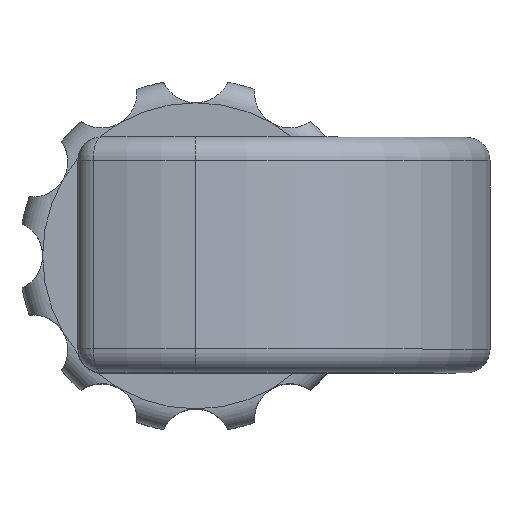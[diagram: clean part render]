
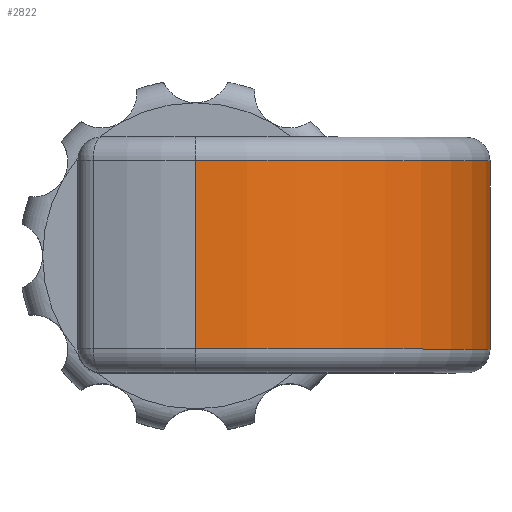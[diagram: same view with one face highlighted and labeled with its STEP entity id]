
A CAD part, top view. The second image highlights one B-rep face of the part: STEP entity #2822.
In plain terms, the highlighted cylindrical face has radius 12.5 mm (diameter 25 mm), a partial arc.
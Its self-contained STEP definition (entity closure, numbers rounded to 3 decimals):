
#54 = CARTESIAN_POINT ( 'NONE',  ( 2.435, -0.655, -12.261 ) ) ;
#77 = CARTESIAN_POINT ( 'NONE',  ( 2.5, -0.33, -12.247 ) ) ;
#134 = ORIENTED_EDGE ( 'NONE', *, *, #946, .T. ) ;
#201 = EDGE_CURVE ( 'NONE', #1680, #1811, #575, .T. ) ;
#254 = EDGE_CURVE ( 'NONE', #2720, #1680, #874, .T. ) ;
#288 = CARTESIAN_POINT ( 'NONE',  ( 0.81, 2.371, -12.475 ) ) ;
#306 = CARTESIAN_POINT ( 'NONE',  ( 2.17, 1.252, -12.311 ) ) ;
#324 = CARTESIAN_POINT ( 'NONE',  ( 2.5, 0., -12.247 ) ) ;
#342 = CARTESIAN_POINT ( 'NONE',  ( 1.882, -1.653, -12.358 ) ) ;
#377 = EDGE_CURVE ( 'NONE', #1385, #674, #2924, .T. ) ;
#398 = CYLINDRICAL_SURFACE ( 'NONE', #1962, 12.5 ) ;
#468 = CARTESIAN_POINT ( 'NONE',  ( 0., -5., -12.5 ) ) ;
#575 = LINE ( 'NONE', #2774, #1011 ) ;
#580 = DIRECTION ( 'NONE',  ( 0., -1., 0. ) ) ;
#613 = CARTESIAN_POINT ( 'NONE',  ( 1.254, -2.169, -12.438 ) ) ;
#627 = CARTESIAN_POINT ( 'NONE',  ( 0., -4., 0. ) ) ;
#674 = VERTEX_POINT ( 'NONE', #2269 ) ;
#838 = CARTESIAN_POINT ( 'NONE',  ( 1.539, 1.997, -12.407 ) ) ;
#874 = B_SPLINE_CURVE_WITH_KNOTS ( 'NONE', 3,
 ( #2996, #1447, #2733, #2114, #1871, #2587, #306, #1129, #3304, #838, #1672, #288, #1654, #2479, #1382, #3087 ),
 .UNSPECIFIED., .F., .F.,
 ( 4, 2, 2, 2, 2, 2, 2, 4 ),
 ( 0.012, 0.012, 0.013, 0.013, 0.014, 0.015, 0.015, 0.016 ),
 .UNSPECIFIED. ) ;
#910 = DIRECTION ( 'NONE',  ( 0., 0., 1. ) ) ;
#946 = EDGE_CURVE ( 'NONE', #2429, #1385, #2647, .T. ) ;
#1011 = VECTOR ( 'NONE', #1959, 1000. ) ;
#1129 = CARTESIAN_POINT ( 'NONE',  ( 1.988, 1.524, -12.341 ) ) ;
#1130 = CARTESIAN_POINT ( 'NONE',  ( 0.657, -2.434, -12.486 ) ) ;
#1148 = CARTESIAN_POINT ( 'NONE',  ( 2.5, 0., -12.247 ) ) ;
#1150 = CARTESIAN_POINT ( 'NONE',  ( 0., 4., 0. ) ) ;
#1183 = CARTESIAN_POINT ( 'NONE',  ( 0.327, -2.5, -12.5 ) ) ;
#1196 = DIRECTION ( 'NONE',  ( 0., 1., 0. ) ) ;
#1213 = AXIS2_PLACEMENT_3D ( 'NONE', #1150, #580, #2484 ) ;
#1267 = VECTOR ( 'NONE', #1196, 1000. ) ;
#1315 = CARTESIAN_POINT ( 'NONE',  ( 0., -5., 0. ) ) ;
#1382 = CARTESIAN_POINT ( 'NONE',  ( 0.166, 2.5, -12.5 ) ) ;
#1385 = VERTEX_POINT ( 'NONE', #1705 ) ;
#1386 = EDGE_CURVE ( 'NONE', #2429, #2267, #1984, .T. ) ;
#1400 = CARTESIAN_POINT ( 'NONE',  ( 1.652, -1.884, -12.391 ) ) ;
#1446 = CARTESIAN_POINT ( 'NONE',  ( 0., -5., 12.5 ) ) ;
#1447 = CARTESIAN_POINT ( 'NONE',  ( 2.5, 0.165, -12.247 ) ) ;
#1511 = DIRECTION ( 'NONE',  ( 0., 1., 0. ) ) ;
#1563 = CIRCLE ( 'NONE', #1213, 12.5 ) ;
#1654 = CARTESIAN_POINT ( 'NONE',  ( 0.651, 2.419, -12.484 ) ) ;
#1672 = CARTESIAN_POINT ( 'NONE',  ( 1.261, 2.183, -12.44 ) ) ;
#1680 = VERTEX_POINT ( 'NONE', #3054 ) ;
#1691 = CARTESIAN_POINT ( 'NONE',  ( 0., -2.5, -12.5 ) ) ;
#1705 = CARTESIAN_POINT ( 'NONE',  ( 0., -4., -12.5 ) ) ;
#1710 = CARTESIAN_POINT ( 'NONE',  ( 0., 4., 12.5 ) ) ;
#1811 = VERTEX_POINT ( 'NONE', #3343 ) ;
#1871 = CARTESIAN_POINT ( 'NONE',  ( 2.372, 0.807, -12.273 ) ) ;
#1959 = DIRECTION ( 'NONE',  ( 0., 1., 0. ) ) ;
#1962 = AXIS2_PLACEMENT_3D ( 'NONE', #1315, #1511, #910 ) ;
#1984 = LINE ( 'NONE', #1446, #1267 ) ;
#2046 = CARTESIAN_POINT ( 'NONE',  ( 0., -4., 12.5 ) ) ;
#2114 = CARTESIAN_POINT ( 'NONE',  ( 2.42, 0.648, -12.264 ) ) ;
#2267 = VERTEX_POINT ( 'NONE', #1710 ) ;
#2269 = CARTESIAN_POINT ( 'NONE',  ( 0., -2.5, -12.5 ) ) ;
#2287 = EDGE_CURVE ( 'NONE', #1811, #2267, #1563, .T. ) ;
#2301 = FACE_OUTER_BOUND ( 'NONE', #3404, .T. ) ;
#2331 = ORIENTED_EDGE ( 'NONE', *, *, #1386, .F. ) ;
#2429 = VERTEX_POINT ( 'NONE', #2046 ) ;
#2479 = CARTESIAN_POINT ( 'NONE',  ( 0.329, 2.484, -12.497 ) ) ;
#2480 = CARTESIAN_POINT ( 'NONE',  ( 2.246, -1.111, -12.297 ) ) ;
#2484 = DIRECTION ( 'NONE',  ( 0., 0., -1. ) ) ;
#2506 = ORIENTED_EDGE ( 'NONE', *, *, #377, .T. ) ;
#2515 = ORIENTED_EDGE ( 'NONE', *, *, #201, .T. ) ;
#2534 = CARTESIAN_POINT ( 'NONE',  ( 1.988, -1.525, -12.341 ) ) ;
#2587 = CARTESIAN_POINT ( 'NONE',  ( 2.247, 1.109, -12.297 ) ) ;
#2643 = DIRECTION ( 'NONE',  ( 0., 1., 0. ) ) ;
#2647 = CIRCLE ( 'NONE', #2707, 12.5 ) ;
#2654 = ORIENTED_EDGE ( 'NONE', *, *, #2777, .T. ) ;
#2707 = AXIS2_PLACEMENT_3D ( 'NONE', #627, #3402, #3152 ) ;
#2720 = VERTEX_POINT ( 'NONE', #324 ) ;
#2733 = CARTESIAN_POINT ( 'NONE',  ( 2.484, 0.328, -12.251 ) ) ;
#2774 = CARTESIAN_POINT ( 'NONE',  ( 0., -5., -12.5 ) ) ;
#2777 = EDGE_CURVE ( 'NONE', #674, #2720, #3497, .T. ) ;
#2822 = ADVANCED_FACE ( 'NONE', ( #2301 ), #398, .T. ) ;
#2911 = ORIENTED_EDGE ( 'NONE', *, *, #254, .T. ) ;
#2924 = LINE ( 'NONE', #468, #2994 ) ;
#2994 = VECTOR ( 'NONE', #2643, 1000. ) ;
#2996 = CARTESIAN_POINT ( 'NONE',  ( 2.5, 0., -12.247 ) ) ;
#3031 = CARTESIAN_POINT ( 'NONE',  ( 1.526, -1.987, -12.407 ) ) ;
#3054 = CARTESIAN_POINT ( 'NONE',  ( 0., 2.5, -12.5 ) ) ;
#3087 = CARTESIAN_POINT ( 'NONE',  ( 0., 2.5, -12.5 ) ) ;
#3152 = DIRECTION ( 'NONE',  ( 0., 0., -1. ) ) ;
#3304 = CARTESIAN_POINT ( 'NONE',  ( 1.883, 1.652, -12.358 ) ) ;
#3305 = CARTESIAN_POINT ( 'NONE',  ( 1.108, -2.247, -12.452 ) ) ;
#3336 = CARTESIAN_POINT ( 'NONE',  ( 2.169, -1.254, -12.311 ) ) ;
#3343 = CARTESIAN_POINT ( 'NONE',  ( 0., 4., -12.5 ) ) ;
#3402 = DIRECTION ( 'NONE',  ( 0., 1., 0. ) ) ;
#3404 = EDGE_LOOP ( 'NONE', ( #134, #2506, #2654, #2911, #2515, #3445, #2331 ) ) ;
#3445 = ORIENTED_EDGE ( 'NONE', *, *, #2287, .T. ) ;
#3497 = B_SPLINE_CURVE_WITH_KNOTS ( 'NONE', 3,
 ( #1691, #1183, #1130, #3305, #613, #3031, #1400, #342, #2534, #3336, #2480, #54, #77, #1148 ),
 .UNSPECIFIED., .F., .F.,
 ( 4, 2, 2, 2, 2, 2, 4 ),
 ( 0.008, 0.009, 0.009, 0.01, 0.01, 0.011, 0.012 ),
 .UNSPECIFIED. ) ;
